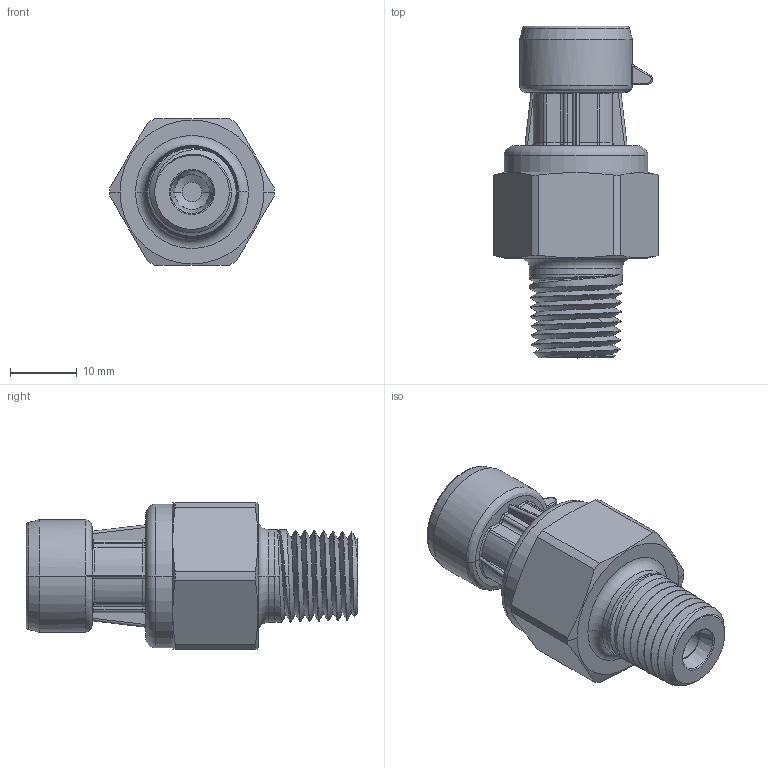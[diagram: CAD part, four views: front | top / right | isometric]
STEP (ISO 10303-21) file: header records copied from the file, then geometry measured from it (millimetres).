
FILE_DESCRIPTION((''),'2;1');
FILE_NAME('32305310-001_SW0001','2015-11-06T',('e206552'),(''),'PRO/ENGINEER BY PARAMETRIC TECHNOLOGY CORPORATION, 2014430','PRO/ENGINEER BY PARAMETRIC TECHNOLOGY CORPORATION, 2014430','');
FILE_SCHEMA(('CONFIG_CONTROL_DESIGN'));
Length unit declared in the file: millimetre
Products named in the file (1): 32305310-001_SW0001
Bounding box: 24.7 x 49.9 x 22 mm (x, y, z)
Volume: 9866.4 mm3; surface area: 4949.5 mm2
Topology: 1 solids, 1 shells, 324 faces, 778 edges, 466 vertices
Faces by surface type: plane 99, bspline 83, cylinder 59, cone 45, torus 25, extrusion 13
Entity records: 16724 total; most frequent: CARTESIAN_POINT 9965, ORIENTED_EDGE 1556, DIRECTION 1148, EDGE_CURVE 778, VERTEX_POINT 466, AXIS2_PLACEMENT_3D 419, EDGE_LOOP 334, FACE_OUTER_BOUND 324
